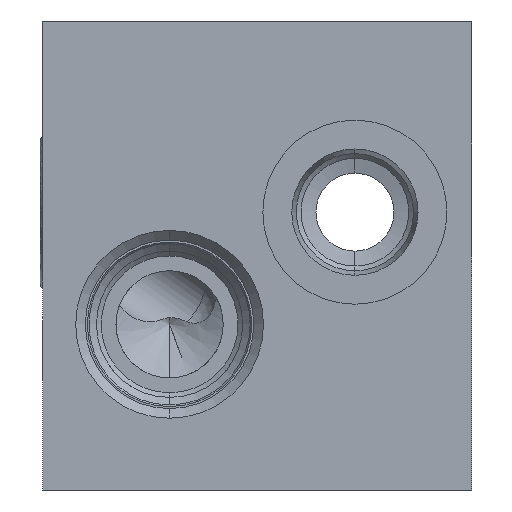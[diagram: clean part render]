
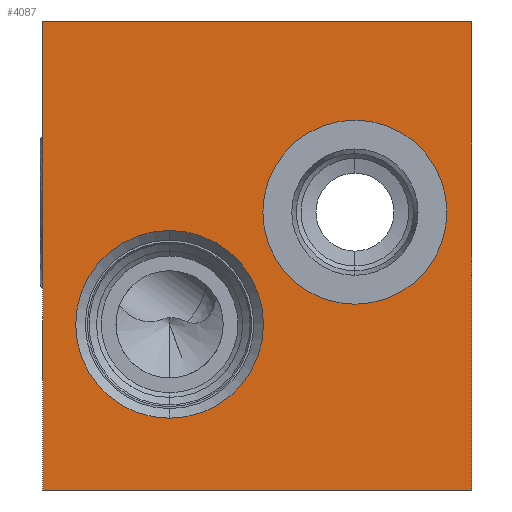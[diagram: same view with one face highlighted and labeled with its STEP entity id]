
A CAD part, front view. The second image highlights one B-rep face of the part: STEP entity #4087.
In plain terms, the highlighted planar face has unit normal (0, -1, 0).
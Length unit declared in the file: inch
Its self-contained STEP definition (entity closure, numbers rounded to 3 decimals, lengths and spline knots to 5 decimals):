
#5=DIRECTION('',(1.,0.,0.));
#6=VECTOR('',#5,2.75);
#7=CARTESIAN_POINT('',(0.,-4.25,0.));
#8=LINE('',#7,#6);
#85=DIRECTION('',(0.,0.,1.));
#86=VECTOR('',#85,3.);
#87=CARTESIAN_POINT('',(2.75,-4.25,0.));
#88=LINE('',#87,#86);
#109=DIRECTION('',(0.,0.,1.));
#110=VECTOR('',#109,3.);
#111=CARTESIAN_POINT('',(0.,-4.25,0.));
#112=LINE('',#111,#110);
#113=CARTESIAN_POINT('',(0.812,-4.25,1.062));
#114=DIRECTION('',(0.,1.,0.));
#115=DIRECTION('',(0.,0.,-1.));
#116=AXIS2_PLACEMENT_3D('',#113,#114,#115);
#118=CARTESIAN_POINT('',(0.812,-4.25,1.062));
#119=DIRECTION('',(0.,1.,0.));
#120=DIRECTION('',(0.,0.,1.));
#121=AXIS2_PLACEMENT_3D('',#118,#119,#120);
#123=CARTESIAN_POINT('',(2.,-4.25,1.781));
#124=DIRECTION('',(0.,1.,0.));
#125=DIRECTION('',(0.,0.,-1.));
#126=AXIS2_PLACEMENT_3D('',#123,#124,#125);
#128=CARTESIAN_POINT('',(2.,-4.25,1.781));
#129=DIRECTION('',(0.,1.,0.));
#130=DIRECTION('',(0.,0.,1.));
#131=AXIS2_PLACEMENT_3D('',#128,#129,#130);
#145=DIRECTION('',(1.,0.,0.));
#146=VECTOR('',#145,2.75);
#147=CARTESIAN_POINT('',(0.,-4.25,3.));
#148=LINE('',#147,#146);
#3575=CARTESIAN_POINT('',(0.,-4.25,0.));
#3577=VERTEX_POINT('',#3575);
#3578=CARTESIAN_POINT('',(2.75,-4.25,0.));
#3579=VERTEX_POINT('',#3578);
#3583=CARTESIAN_POINT('',(0.,-4.25,3.));
#3585=VERTEX_POINT('',#3583);
#3586=CARTESIAN_POINT('',(2.75,-4.25,3.));
#3587=VERTEX_POINT('',#3586);
#3626=CARTESIAN_POINT('',(0.812,-4.25,1.664));
#3627=VERTEX_POINT('',#3626);
#3636=CARTESIAN_POINT('',(0.812,-4.25,0.46));
#3637=VERTEX_POINT('',#3636);
#3644=CARTESIAN_POINT('',(2.,-4.25,1.191));
#3646=VERTEX_POINT('',#3644);
#3648=CARTESIAN_POINT('',(2.,-4.25,2.371));
#3650=VERTEX_POINT('',#3648);
#4063=CARTESIAN_POINT('',(0.,-4.25,0.));
#4064=DIRECTION('',(0.,-1.,0.));
#4065=DIRECTION('',(1.,0.,0.));
#4066=AXIS2_PLACEMENT_3D('',#4063,#4064,#4065);
#4067=PLANE('',#4066);
#4068=ORIENTED_EDGE('',*,*,#3963,.F.);
#4069=ORIENTED_EDGE('',*,*,#3982,.T.);
#4071=ORIENTED_EDGE('',*,*,#4070,.T.);
#4072=ORIENTED_EDGE('',*,*,#4043,.F.);
#4073=EDGE_LOOP('',(#4068,#4069,#4071,#4072));
#4074=FACE_OUTER_BOUND('',#4073,.F.);
#4076=ORIENTED_EDGE('',*,*,#4075,.F.);
#4078=ORIENTED_EDGE('',*,*,#4077,.F.);
#4079=EDGE_LOOP('',(#4076,#4078));
#4080=FACE_BOUND('',#4079,.F.);
#4082=ORIENTED_EDGE('',*,*,#4081,.F.);
#4084=ORIENTED_EDGE('',*,*,#4083,.F.);
#4085=EDGE_LOOP('',(#4082,#4084));
#4086=FACE_BOUND('',#4085,.F.);
#4087=ADVANCED_FACE('',(#4074,#4080,#4086),#4067,.T.);
#117=CIRCLE('',#116,0.602);
#122=CIRCLE('',#121,0.602);
#127=CIRCLE('',#126,0.59);
#132=CIRCLE('',#131,0.59);
#3963=EDGE_CURVE('',#3577,#3579,#8,.T.);
#3982=EDGE_CURVE('',#3577,#3585,#112,.T.);
#4043=EDGE_CURVE('',#3579,#3587,#88,.T.);
#4070=EDGE_CURVE('',#3585,#3587,#148,.T.);
#4075=EDGE_CURVE('',#3637,#3627,#117,.T.);
#4077=EDGE_CURVE('',#3627,#3637,#122,.T.);
#4081=EDGE_CURVE('',#3646,#3650,#127,.T.);
#4083=EDGE_CURVE('',#3650,#3646,#132,.T.);
